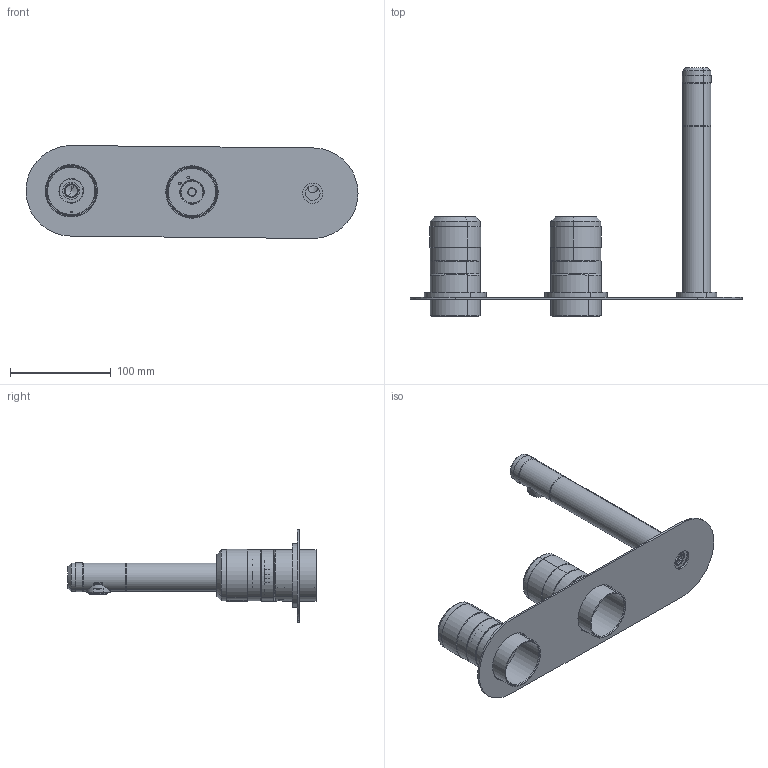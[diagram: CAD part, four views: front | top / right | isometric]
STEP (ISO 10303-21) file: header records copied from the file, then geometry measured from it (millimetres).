
FILE_DESCRIPTION(('CATIA V5 STEP Exchange','CAx-IF Rec.Pracs.--- Model Styling and Organization---1.2---2011-12-15'),'2;1');
FILE_NAME('CR019340.stp','2018-11-26T13:37:18+00:00',('none'),('none'),'Version 5-6 Release 2013','CATIA V5 STEP AP214','none');
FILE_SCHEMA(('AUTOMOTIVE_DESIGN { 1 0 10303 214 1 1 1 1 }'));
Products named in the file (45): PR.0399.21; P45292; P45294; PGR.12; P50533; P45216; PR97417; P45075; P52438; P52346; P45071; P45333; P52439; P45214; P45215; P52441; P45335; P52443; P45070; P52440; P45334; P45317; P43256; P50077; P52030; P52466; PR97786; P45211; P45212; P42432; P45353; P45296; P45288; PR98612; P45402; P45285; PR97801; P45271; P45270; P45272 ...
Assembly tree (55 placements, depth 3):
  PR.0399.21
    P45292
    P45294
    PGR.12
    P50533  x2
    P45216
    PR97417
      P45075
      P52438  x2
      P52346
      P45071
      P45333
      P52439  x2
      P45214
      P45215
      P52441  x2
      P45335
      P52443
      P45070
      P52440
      P45334
      P45317
      P43256  x4
      P50077
      P52030
      P52466  x2
    PR97786
      P45211
      P50077
      P45212
    P42432  x2
    P45353
    P45296  x2
    P45288
    PR98612
      P45402
      P45285
    PR97801
      P45271
      P45270
    P45272
    PR96150
      P40320
      P97802
      P50549
    P42157
Bounding box: 329.98 x 246.5 x 92.36 mm (x, y, z)
Volume: 313174.5 mm3; surface area: 232337.4 mm2
Topology: 50 solids, 51 shells, 2827 faces, 7599 edges, 4932 vertices
Faces by surface type: plane 1251, cylinder 1232, cone 246, torus 58, bspline 24, sphere 16
Entity records: 80376 total; most frequent: CARTESIAN_POINT 19284, ORIENTED_EDGE 14398, DIRECTION 8997, EDGE_CURVE 7201, VERTEX_POINT 4707, AXIS2_PLACEMENT_3D 4427, VECTOR 3115, LINE 3115
